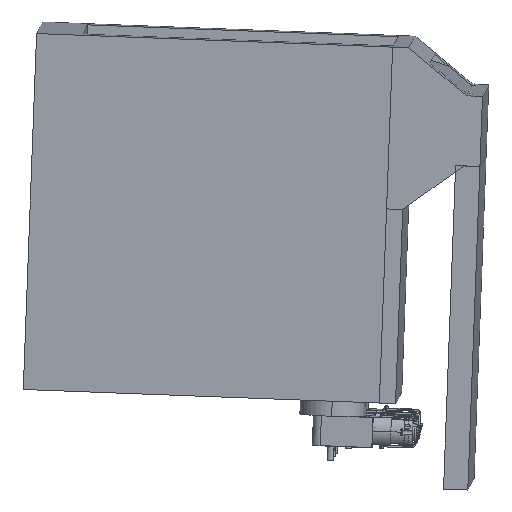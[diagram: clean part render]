
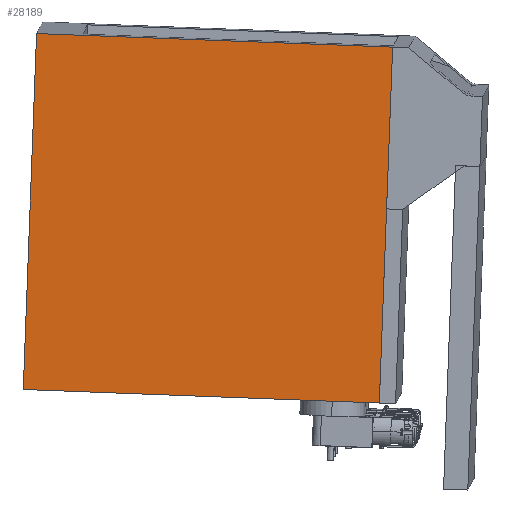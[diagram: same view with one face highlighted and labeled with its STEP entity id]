
A CAD part, left-side view. The second image highlights one B-rep face of the part: STEP entity #28189.
In plain terms, the highlighted face is planar.
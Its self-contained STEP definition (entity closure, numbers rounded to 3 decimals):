
#270 = VERTEX_POINT ( 'NONE', #11672 ) ;
#1577 = ORIENTED_EDGE ( 'NONE', *, *, #32927, .F. ) ;
#2720 = DIRECTION ( 'NONE',  ( 0., 1., 0. ) ) ;
#4259 = DIRECTION ( 'NONE',  ( 1., 0., 0. ) ) ;
#7251 = CARTESIAN_POINT ( 'NONE',  ( -110., -100., 220. ) ) ;
#7917 = LINE ( 'NONE', #31241, #18985 ) ;
#10317 = EDGE_CURVE ( 'NONE', #28747, #270, #25435, .T. ) ;
#10893 = VERTEX_POINT ( 'NONE', #23907 ) ;
#11672 = CARTESIAN_POINT ( 'NONE',  ( 110., -100., 0. ) ) ;
#14115 = CARTESIAN_POINT ( 'NONE',  ( -110., -100., 0. ) ) ;
#14298 = VECTOR ( 'NONE', #4259, 1000. ) ;
#15566 = ORIENTED_EDGE ( 'NONE', *, *, #16330, .T. ) ;
#16330 = EDGE_CURVE ( 'NONE', #10893, #270, #31798, .T. ) ;
#18985 = VECTOR ( 'NONE', #30925, 1000. ) ;
#19324 = DIRECTION ( 'NONE',  ( 1., 0., 0. ) ) ;
#19620 = DIRECTION ( 'NONE',  ( 0., 0., -1. ) ) ;
#19788 = ORIENTED_EDGE ( 'NONE', *, *, #10317, .F. ) ;
#19794 = CARTESIAN_POINT ( 'NONE',  ( 110., -100., 220. ) ) ;
#20219 = CARTESIAN_POINT ( 'NONE',  ( -110., -100., 220. ) ) ;
#20461 = VECTOR ( 'NONE', #19324, 1000. ) ;
#21122 = AXIS2_PLACEMENT_3D ( 'NONE', #7251, #2720, #30253 ) ;
#22493 = EDGE_LOOP ( 'NONE', ( #15566, #19788, #1577, #32460 ) ) ;
#22551 = CARTESIAN_POINT ( 'NONE',  ( 110., -100., 220. ) ) ;
#22754 = FACE_OUTER_BOUND ( 'NONE', #22493, .T. ) ;
#23492 = VERTEX_POINT ( 'NONE', #20219 ) ;
#23907 = CARTESIAN_POINT ( 'NONE',  ( -110., -100., 0. ) ) ;
#25435 = LINE ( 'NONE', #19794, #32679 ) ;
#27099 = LINE ( 'NONE', #32285, #14298 ) ;
#28189 = ADVANCED_FACE ( 'NONE', ( #22754 ), #32925, .F. ) ;
#28747 = VERTEX_POINT ( 'NONE', #22551 ) ;
#29722 = EDGE_CURVE ( 'NONE', #23492, #10893, #7917, .T. ) ;
#30253 = DIRECTION ( 'NONE',  ( 0., 0., 1. ) ) ;
#30925 = DIRECTION ( 'NONE',  ( 0., 0., -1. ) ) ;
#31241 = CARTESIAN_POINT ( 'NONE',  ( -110., -100., 220. ) ) ;
#31798 = LINE ( 'NONE', #14115, #20461 ) ;
#32285 = CARTESIAN_POINT ( 'NONE',  ( -110., -100., 220. ) ) ;
#32460 = ORIENTED_EDGE ( 'NONE', *, *, #29722, .T. ) ;
#32679 = VECTOR ( 'NONE', #19620, 1000. ) ;
#32925 = PLANE ( 'NONE',  #21122 ) ;
#32927 = EDGE_CURVE ( 'NONE', #23492, #28747, #27099, .T. ) ;
